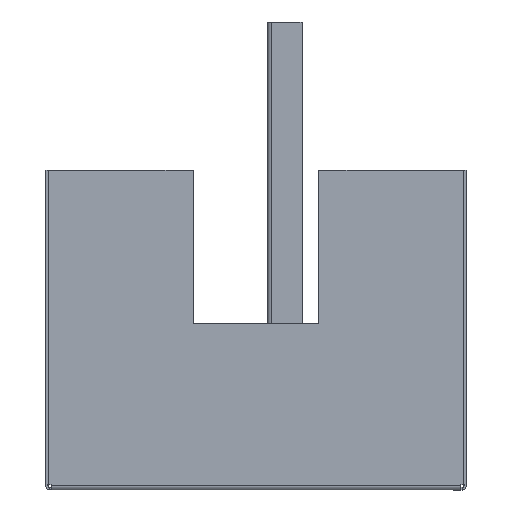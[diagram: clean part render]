
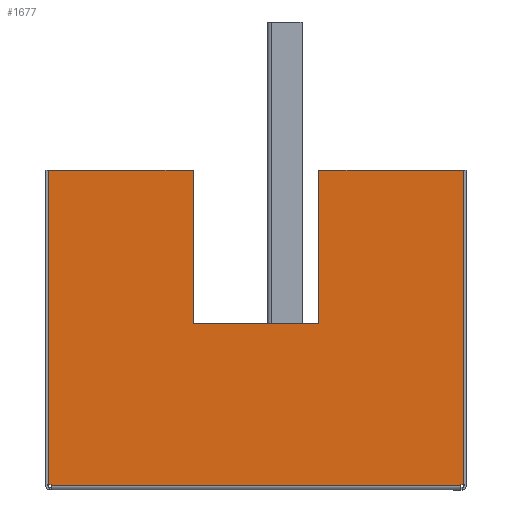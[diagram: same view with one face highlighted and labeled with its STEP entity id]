
A CAD part, left-side view. The second image highlights one B-rep face of the part: STEP entity #1677.
In plain terms, the highlighted face is planar.
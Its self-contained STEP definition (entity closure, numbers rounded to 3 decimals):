
#43 = ORIENTED_EDGE ( 'NONE', *, *, #153, .F. ) ;
#53 = ORIENTED_EDGE ( 'NONE', *, *, #1696, .T. ) ;
#69 = DIRECTION ( 'NONE',  ( 0., 0., -1. ) ) ;
#72 = EDGE_CURVE ( 'NONE', #290, #2108, #1633, .T. ) ;
#97 = DIRECTION ( 'NONE',  ( 1., 0., 0. ) ) ;
#107 = ORIENTED_EDGE ( 'NONE', *, *, #1576, .T. ) ;
#108 = CARTESIAN_POINT ( 'NONE',  ( -1.6, 0., -81.4 ) ) ;
#110 = LINE ( 'NONE', #703, #918 ) ;
#153 = EDGE_CURVE ( 'NONE', #2108, #1335, #1639, .T. ) ;
#162 = VERTEX_POINT ( 'NONE', #1581 ) ;
#173 = LINE ( 'NONE', #1251, #1325 ) ;
#186 = DIRECTION ( 'NONE',  ( 1., 0., 0. ) ) ;
#290 = VERTEX_POINT ( 'NONE', #1450 ) ;
#310 = DIRECTION ( 'NONE',  ( 0., 0., -1. ) ) ;
#324 = VECTOR ( 'NONE', #97, 1000. ) ;
#360 = VERTEX_POINT ( 'NONE', #108 ) ;
#363 = ORIENTED_EDGE ( 'NONE', *, *, #1732, .F. ) ;
#393 = VECTOR ( 'NONE', #877, 1000. ) ;
#399 = DIRECTION ( 'NONE',  ( 0., 0., -1. ) ) ;
#412 = LINE ( 'NONE', #566, #1866 ) ;
#463 = LINE ( 'NONE', #1912, #393 ) ;
#517 = CARTESIAN_POINT ( 'NONE',  ( -2.1, 0., -82.429 ) ) ;
#524 = LINE ( 'NONE', #693, #1297 ) ;
#544 = ORIENTED_EDGE ( 'NONE', *, *, #1958, .F. ) ;
#566 = CARTESIAN_POINT ( 'NONE',  ( 0., 0., -81.4 ) ) ;
#624 = EDGE_CURVE ( 'NONE', #2040, #162, #1979, .T. ) ;
#672 = VERTEX_POINT ( 'NONE', #2110 ) ;
#682 = ORIENTED_EDGE ( 'NONE', *, *, #1570, .F. ) ;
#692 = VERTEX_POINT ( 'NONE', #1229 ) ;
#693 = CARTESIAN_POINT ( 'NONE',  ( -2.1, 0., 83.5 ) ) ;
#703 = CARTESIAN_POINT ( 'NONE',  ( -127., 0., -25. ) ) ;
#717 = CARTESIAN_POINT ( 'NONE',  ( -192., 0., 82.429 ) ) ;
#718 = CARTESIAN_POINT ( 'NONE',  ( -127., 0., 25. ) ) ;
#740 = VECTOR ( 'NONE', #2025, 1000. ) ;
#797 = EDGE_CURVE ( 'NONE', #672, #290, #110, .T. ) ;
#816 = VERTEX_POINT ( 'NONE', #1360 ) ;
#841 = ORIENTED_EDGE ( 'NONE', *, *, #624, .T. ) ;
#865 = EDGE_LOOP ( 'NONE', ( #892, #53, #1603, #107, #43, #1720, #1888, #682, #544, #363, #841, #1171 ) ) ;
#877 = DIRECTION ( 'NONE',  ( 0., 0., -1. ) ) ;
#886 = DIRECTION ( 'NONE',  ( -1., 0., 0. ) ) ;
#892 = ORIENTED_EDGE ( 'NONE', *, *, #1177, .F. ) ;
#918 = VECTOR ( 'NONE', #886, 1000. ) ;
#949 = DIRECTION ( 'NONE',  ( 1., 0., 0. ) ) ;
#1012 = CARTESIAN_POINT ( 'NONE',  ( -192., 0., -82.429 ) ) ;
#1123 = FACE_OUTER_BOUND ( 'NONE', #865, .T. ) ;
#1129 = CARTESIAN_POINT ( 'NONE',  ( -127., 0., -82.429 ) ) ;
#1151 = CARTESIAN_POINT ( 'NONE',  ( 0., 0., 81.4 ) ) ;
#1171 = ORIENTED_EDGE ( 'NONE', *, *, #1916, .T. ) ;
#1177 = EDGE_CURVE ( 'NONE', #816, #1823, #1451, .T. ) ;
#1219 = CARTESIAN_POINT ( 'NONE',  ( 0., 0., 83.5 ) ) ;
#1229 = CARTESIAN_POINT ( 'NONE',  ( -2.1, 0., -81.4 ) ) ;
#1243 = LINE ( 'NONE', #1479, #1649 ) ;
#1251 = CARTESIAN_POINT ( 'NONE',  ( -66., 0., -25. ) ) ;
#1277 = CARTESIAN_POINT ( 'NONE',  ( -127., 0., 25. ) ) ;
#1291 = VECTOR ( 'NONE', #310, 1000. ) ;
#1297 = VECTOR ( 'NONE', #1323, 1000. ) ;
#1323 = DIRECTION ( 'NONE',  ( 0., 0., -1. ) ) ;
#1325 = VECTOR ( 'NONE', #69, 1000. ) ;
#1335 = VERTEX_POINT ( 'NONE', #517 ) ;
#1360 = CARTESIAN_POINT ( 'NONE',  ( -1.6, 0., 81.4 ) ) ;
#1367 = CARTESIAN_POINT ( 'NONE',  ( -1.6, 0., 81.4 ) ) ;
#1409 = CARTESIAN_POINT ( 'NONE',  ( -2.1, 0., 81.4 ) ) ;
#1413 = VERTEX_POINT ( 'NONE', #1277 ) ;
#1420 = CARTESIAN_POINT ( 'NONE',  ( -66., 0., 25. ) ) ;
#1450 = CARTESIAN_POINT ( 'NONE',  ( -127., 0., -25. ) ) ;
#1451 = LINE ( 'NONE', #1151, #740 ) ;
#1462 = DIRECTION ( 'NONE',  ( 0., -1., 0. ) ) ;
#1465 = DIRECTION ( 'NONE',  ( 0., 0., -1. ) ) ;
#1479 = CARTESIAN_POINT ( 'NONE',  ( -2.1, 0., 83.5 ) ) ;
#1480 = LINE ( 'NONE', #1367, #1811 ) ;
#1483 = DIRECTION ( 'NONE',  ( 1., 0., 0. ) ) ;
#1500 = VECTOR ( 'NONE', #1483, 1000. ) ;
#1522 = PLANE ( 'NONE',  #1780 ) ;
#1570 = EDGE_CURVE ( 'NONE', #1864, #672, #173, .T. ) ;
#1576 = EDGE_CURVE ( 'NONE', #692, #1335, #524, .T. ) ;
#1581 = CARTESIAN_POINT ( 'NONE',  ( -2.1, 0., 82.429 ) ) ;
#1603 = ORIENTED_EDGE ( 'NONE', *, *, #1752, .F. ) ;
#1633 = LINE ( 'NONE', #1921, #1291 ) ;
#1639 = LINE ( 'NONE', #1012, #1500 ) ;
#1649 = VECTOR ( 'NONE', #1465, 1000. ) ;
#1662 = CARTESIAN_POINT ( 'NONE',  ( -127., 0., 82.429 ) ) ;
#1677 = ADVANCED_FACE ( 'NONE', ( #1123 ), #1522, .F. ) ;
#1689 = LINE ( 'NONE', #718, #1723 ) ;
#1696 = EDGE_CURVE ( 'NONE', #816, #360, #1480, .T. ) ;
#1720 = ORIENTED_EDGE ( 'NONE', *, *, #72, .F. ) ;
#1723 = VECTOR ( 'NONE', #949, 1000. ) ;
#1732 = EDGE_CURVE ( 'NONE', #2040, #1413, #463, .T. ) ;
#1752 = EDGE_CURVE ( 'NONE', #692, #360, #412, .T. ) ;
#1780 = AXIS2_PLACEMENT_3D ( 'NONE', #1219, #1462, #1927 ) ;
#1811 = VECTOR ( 'NONE', #399, 1000. ) ;
#1823 = VERTEX_POINT ( 'NONE', #1409 ) ;
#1864 = VERTEX_POINT ( 'NONE', #1420 ) ;
#1866 = VECTOR ( 'NONE', #186, 1000. ) ;
#1888 = ORIENTED_EDGE ( 'NONE', *, *, #797, .F. ) ;
#1912 = CARTESIAN_POINT ( 'NONE',  ( -127., 0., 83.5 ) ) ;
#1916 = EDGE_CURVE ( 'NONE', #162, #1823, #1243, .T. ) ;
#1921 = CARTESIAN_POINT ( 'NONE',  ( -127., 0., 83.5 ) ) ;
#1927 = DIRECTION ( 'NONE',  ( 1., 0., 0. ) ) ;
#1958 = EDGE_CURVE ( 'NONE', #1413, #1864, #1689, .T. ) ;
#1979 = LINE ( 'NONE', #717, #324 ) ;
#2025 = DIRECTION ( 'NONE',  ( -1., 0., 0. ) ) ;
#2040 = VERTEX_POINT ( 'NONE', #1662 ) ;
#2108 = VERTEX_POINT ( 'NONE', #1129 ) ;
#2110 = CARTESIAN_POINT ( 'NONE',  ( -66., 0., -25. ) ) ;
